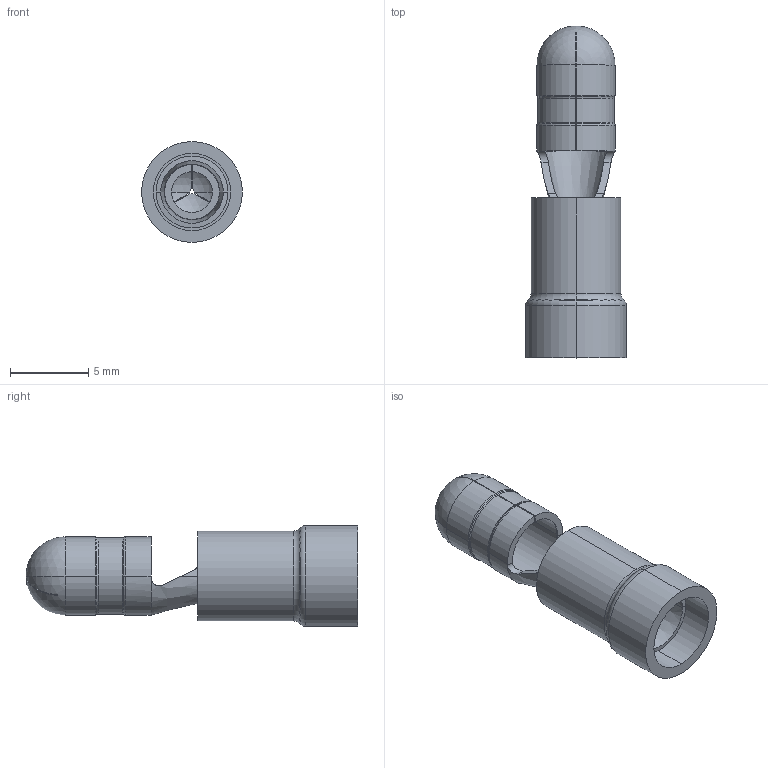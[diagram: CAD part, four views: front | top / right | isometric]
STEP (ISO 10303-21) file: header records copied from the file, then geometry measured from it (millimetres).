
FILE_DESCRIPTION (( 'STEP AP214' ), '1' );
FILE_NAME ('V70RS004002.step', '2017-09-28T13:30:16', ( '' ), ( '' ), 'SwSTEP 2.0', 'SolidWorks 2017', '' );
FILE_SCHEMA (( 'AUTOMOTIVE_DESIGN' ));
Length unit declared in the file: millimetre
Products named in the file (1): V70RS004002
Bounding box: 6.45 x 21.23 x 6.45 mm (x, y, z)
Volume: 238.3 mm3; surface area: 965.7 mm2
Topology: 3 solids, 3 shells, 92 faces, 227 edges, 139 vertices
Faces by surface type: cylinder 33, plane 24, cone 16, torus 13, sphere 6
Entity records: 2833 total; most frequent: CARTESIAN_POINT 581, DIRECTION 503, ORIENTED_EDGE 446, EDGE_CURVE 223, AXIS2_PLACEMENT_3D 215, VERTEX_POINT 137, CIRCLE 122, EDGE_LOOP 96
